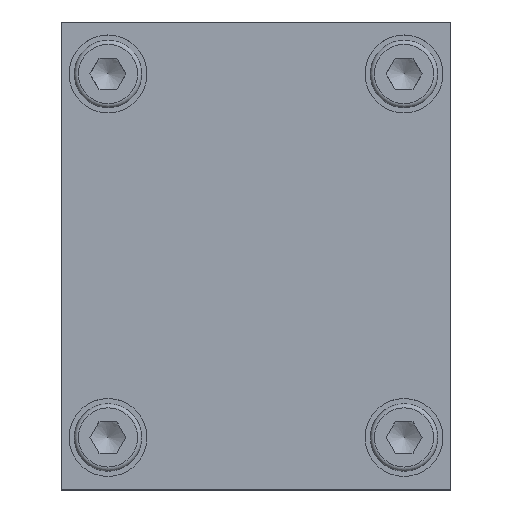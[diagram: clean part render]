
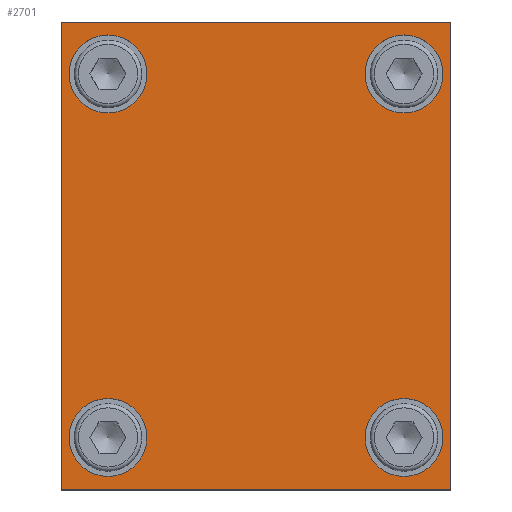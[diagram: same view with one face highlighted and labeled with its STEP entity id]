
A CAD part, top view. The second image highlights one B-rep face of the part: STEP entity #2701.
In plain terms, the highlighted planar face has unit normal (0, 0, 1).
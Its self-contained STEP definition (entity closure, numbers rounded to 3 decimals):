
#2296=CARTESIAN_POINT('',(37.5,45.0,30.0));
#2297=VERTEX_POINT('',#2296);
#2304=CARTESIAN_POINT('',(37.5,-45.,30.0));
#2305=VERTEX_POINT('',#2304);
#2306=CARTESIAN_POINT('',(37.5,45.0,30.0));
#2307=DIRECTION('',(0.0,-1.0,0.0));
#2308=VECTOR('',#2307,90.0);
#2309=LINE('',#2306,#2308);
#2310=EDGE_CURVE('',#2297,#2305,#2309,.T.);
#2400=CARTESIAN_POINT('',(-21.,-35.0,30.0));
#2401=VERTEX_POINT('',#2400);
#2402=CARTESIAN_POINT('',(-28.5,-35.0,30.0));
#2403=DIRECTION('',(0.0,0.0,-1.0));
#2404=DIRECTION('',(1.0,0.0,0.0));
#2405=AXIS2_PLACEMENT_3D('',#2402,#2403,#2404);
#2406=CIRCLE('',#2405,7.5);
#2407=EDGE_CURVE('',#2401,#2401,#2406,.T.);
#2460=CARTESIAN_POINT('',(36.0,-35.0,30.0));
#2461=VERTEX_POINT('',#2460);
#2462=CARTESIAN_POINT('',(28.5,-35.0,30.0));
#2463=DIRECTION('',(0.0,0.0,-1.0));
#2464=DIRECTION('',(1.0,0.0,0.0));
#2465=AXIS2_PLACEMENT_3D('',#2462,#2463,#2464);
#2466=CIRCLE('',#2465,7.5);
#2467=EDGE_CURVE('',#2461,#2461,#2466,.T.);
#2520=CARTESIAN_POINT('',(36.0,35.0,30.0));
#2521=VERTEX_POINT('',#2520);
#2522=CARTESIAN_POINT('',(28.5,35.0,30.0));
#2523=DIRECTION('',(0.0,0.0,-1.0));
#2524=DIRECTION('',(1.0,0.0,0.0));
#2525=AXIS2_PLACEMENT_3D('',#2522,#2523,#2524);
#2526=CIRCLE('',#2525,7.5);
#2527=EDGE_CURVE('',#2521,#2521,#2526,.T.);
#2572=CARTESIAN_POINT('',(-21.,35.0,30.0));
#2573=VERTEX_POINT('',#2572);
#2574=CARTESIAN_POINT('',(-28.5,35.0,30.0));
#2575=DIRECTION('',(0.0,0.0,-1.0));
#2576=DIRECTION('',(1.0,0.0,0.0));
#2577=AXIS2_PLACEMENT_3D('',#2574,#2575,#2576);
#2578=CIRCLE('',#2577,7.5);
#2579=EDGE_CURVE('',#2573,#2573,#2578,.T.);
#2604=CARTESIAN_POINT('',(-37.5,-45.,30.0));
#2605=VERTEX_POINT('',#2604);
#2606=CARTESIAN_POINT('',(37.5,-45.,30.0));
#2607=DIRECTION('',(-1.0,0.0,0.0));
#2608=VECTOR('',#2607,75.0);
#2609=LINE('',#2606,#2608);
#2610=EDGE_CURVE('',#2305,#2605,#2609,.T.);
#2643=CARTESIAN_POINT('',(-37.5,45.0,30.0));
#2644=VERTEX_POINT('',#2643);
#2645=CARTESIAN_POINT('',(-37.5,-45.,30.0));
#2646=DIRECTION('',(0.0,1.0,0.0));
#2647=VECTOR('',#2646,90.0);
#2648=LINE('',#2645,#2647);
#2649=EDGE_CURVE('',#2605,#2644,#2648,.T.);
#2666=CARTESIAN_POINT('',(-37.5,45.0,30.0));
#2667=DIRECTION('',(1.0,0.0,0.0));
#2668=VECTOR('',#2667,75.0);
#2669=LINE('',#2666,#2668);
#2670=EDGE_CURVE('',#2644,#2297,#2669,.T.);
#2678=CARTESIAN_POINT('',(0.,0.,30.0));
#2679=DIRECTION('',(0.0,0.0,1.0));
#2680=DIRECTION('',(1.0,0.0,0.0));
#2681=AXIS2_PLACEMENT_3D('',#2678,#2679,#2680);
#2682=PLANE('',#2681);
#2683=ORIENTED_EDGE('',*,*,#2310,.F.);
#2684=ORIENTED_EDGE('',*,*,#2670,.F.);
#2685=ORIENTED_EDGE('',*,*,#2649,.F.);
#2686=ORIENTED_EDGE('',*,*,#2610,.F.);
#2687=EDGE_LOOP('',(#2683,#2684,#2685,#2686));
#2688=FACE_OUTER_BOUND('',#2687,.T.);
#2689=ORIENTED_EDGE('',*,*,#2407,.T.);
#2690=EDGE_LOOP('',(#2689));
#2691=FACE_BOUND('',#2690,.T.);
#2692=ORIENTED_EDGE('',*,*,#2467,.T.);
#2693=EDGE_LOOP('',(#2692));
#2694=FACE_BOUND('',#2693,.T.);
#2695=ORIENTED_EDGE('',*,*,#2527,.T.);
#2696=EDGE_LOOP('',(#2695));
#2697=FACE_BOUND('',#2696,.T.);
#2698=ORIENTED_EDGE('',*,*,#2579,.T.);
#2699=EDGE_LOOP('',(#2698));
#2700=FACE_BOUND('',#2699,.T.);
#2701=ADVANCED_FACE('',(#2688,#2691,#2694,#2697,#2700),#2682,.T.);
